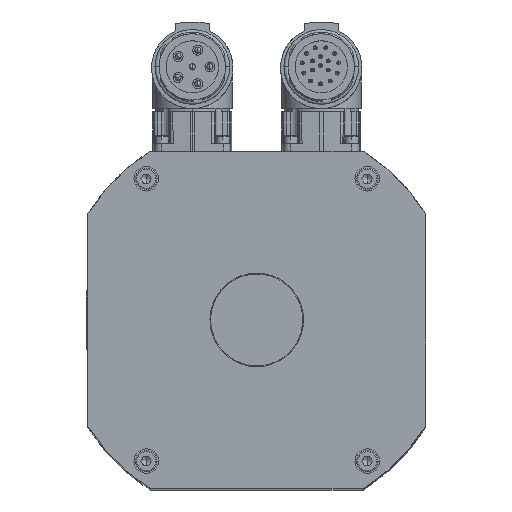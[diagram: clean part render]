
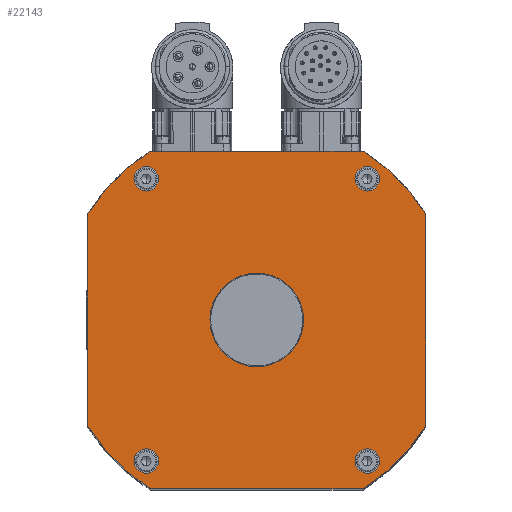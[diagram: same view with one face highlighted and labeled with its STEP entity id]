
A CAD part, top view. The second image highlights one B-rep face of the part: STEP entity #22143.
In plain terms, the highlighted planar face has unit normal (0, 0, 1).
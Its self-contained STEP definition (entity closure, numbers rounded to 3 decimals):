
#9909=CARTESIAN_POINT('',(-15.25,0.,225.));
#9910=VERTEX_POINT('',#9909);
#9926=CARTESIAN_POINT('',(15.25,0.,225.));
#9927=VERTEX_POINT('',#9926);
#9934=CARTESIAN_POINT('',(0.,0.,225.));
#9935=DIRECTION('',(0.0,0.0,-1.0));
#9936=DIRECTION('',(-1.0,0.0,0.0));
#9937=AXIS2_PLACEMENT_3D('',#9934,#9935,#9936);
#9938=CIRCLE('',#9937,15.25);
#9939=EDGE_CURVE('',#9910,#9927,#9938,.T.);
#9972=CARTESIAN_POINT('',(-32.,46.,225.));
#9973=VERTEX_POINT('',#9972);
#9989=CARTESIAN_POINT('',(-40.,46.,225.));
#9990=VERTEX_POINT('',#9989);
#9997=CARTESIAN_POINT('',(-36.,46.,225.));
#9998=DIRECTION('',(0.0,0.0,-1.0));
#9999=DIRECTION('',(1.0,0.0,0.0));
#10000=AXIS2_PLACEMENT_3D('',#9997,#9998,#9999);
#10001=CIRCLE('',#10000,4.0);
#10002=EDGE_CURVE('',#9973,#9990,#10001,.T.);
#10035=CARTESIAN_POINT('',(40.,-46.,225.));
#10036=VERTEX_POINT('',#10035);
#10052=CARTESIAN_POINT('',(32.,-46.,225.));
#10053=VERTEX_POINT('',#10052);
#10060=CARTESIAN_POINT('',(36.,-46.,225.));
#10061=DIRECTION('',(0.0,0.0,-1.0));
#10062=DIRECTION('',(1.0,0.0,0.0));
#10063=AXIS2_PLACEMENT_3D('',#10060,#10061,#10062);
#10064=CIRCLE('',#10063,4.0);
#10065=EDGE_CURVE('',#10036,#10053,#10064,.T.);
#10098=CARTESIAN_POINT('',(-32.,-46.,225.));
#10099=VERTEX_POINT('',#10098);
#10115=CARTESIAN_POINT('',(-40.,-46.,225.));
#10116=VERTEX_POINT('',#10115);
#10123=CARTESIAN_POINT('',(-36.,-46.,225.));
#10124=DIRECTION('',(0.0,0.0,-1.0));
#10125=DIRECTION('',(1.0,0.0,0.0));
#10126=AXIS2_PLACEMENT_3D('',#10123,#10124,#10125);
#10127=CIRCLE('',#10126,4.0);
#10128=EDGE_CURVE('',#10099,#10116,#10127,.T.);
#10161=CARTESIAN_POINT('',(40.,46.,225.));
#10162=VERTEX_POINT('',#10161);
#10178=CARTESIAN_POINT('',(32.,46.,225.));
#10179=VERTEX_POINT('',#10178);
#10186=CARTESIAN_POINT('',(36.,46.,225.));
#10187=DIRECTION('',(0.0,0.0,-1.0));
#10188=DIRECTION('',(1.0,0.0,0.0));
#10189=AXIS2_PLACEMENT_3D('',#10186,#10187,#10188);
#10190=CIRCLE('',#10189,4.0);
#10191=EDGE_CURVE('',#10162,#10179,#10190,.T.);
#22018=CARTESIAN_POINT('',(0.,0.,225.));
#22019=DIRECTION('',(0.0,0.0,-1.0));
#22020=DIRECTION('',(-1.0,0.0,0.0));
#22021=AXIS2_PLACEMENT_3D('',#22018,#22019,#22020);
#22022=PLANE('',#22021);
#22023=CARTESIAN_POINT('',(55.,-34.641,225.));
#22024=VERTEX_POINT('',#22023);
#22025=CARTESIAN_POINT('',(55.,34.641,225.));
#22026=VERTEX_POINT('',#22025);
#22027=CARTESIAN_POINT('',(55.,-34.641,225.));
#22028=DIRECTION('',(0.0,1.0,0.0));
#22029=VECTOR('',#22028,69.282);
#22030=LINE('',#22027,#22029);
#22031=EDGE_CURVE('',#22024,#22026,#22030,.T.);
#22032=ORIENTED_EDGE('',*,*,#22031,.T.);
#22033=CARTESIAN_POINT('',(34.641,55.,225.));
#22034=VERTEX_POINT('',#22033);
#22035=CARTESIAN_POINT('',(0.,0.,225.));
#22036=DIRECTION('',(0.,0.,1.0));
#22037=DIRECTION('',(-0.533,-0.846,0.));
#22038=AXIS2_PLACEMENT_3D('',#22035,#22036,#22037);
#22039=CIRCLE('',#22038,65.);
#22040=EDGE_CURVE('',#22026,#22034,#22039,.T.);
#22041=ORIENTED_EDGE('',*,*,#22040,.T.);
#22042=CARTESIAN_POINT('',(-34.641,55.,225.));
#22043=VERTEX_POINT('',#22042);
#22044=CARTESIAN_POINT('',(34.641,55.,225.));
#22045=DIRECTION('',(-1.0,0.0,0.0));
#22046=VECTOR('',#22045,69.282);
#22047=LINE('',#22044,#22046);
#22048=EDGE_CURVE('',#22034,#22043,#22047,.T.);
#22049=ORIENTED_EDGE('',*,*,#22048,.T.);
#22050=CARTESIAN_POINT('',(-55.,34.641,225.));
#22051=VERTEX_POINT('',#22050);
#22052=CARTESIAN_POINT('',(0.,0.,225.));
#22053=DIRECTION('',(0.,0.,1.0));
#22054=DIRECTION('',(0.846,-0.533,0.));
#22055=AXIS2_PLACEMENT_3D('',#22052,#22053,#22054);
#22056=CIRCLE('',#22055,65.0);
#22057=EDGE_CURVE('',#22043,#22051,#22056,.T.);
#22058=ORIENTED_EDGE('',*,*,#22057,.T.);
#22059=CARTESIAN_POINT('',(-55.,-34.641,225.));
#22060=VERTEX_POINT('',#22059);
#22061=CARTESIAN_POINT('',(-55.,34.641,225.));
#22062=DIRECTION('',(0.0,-1.0,0.0));
#22063=VECTOR('',#22062,69.282);
#22064=LINE('',#22061,#22063);
#22065=EDGE_CURVE('',#22051,#22060,#22064,.T.);
#22066=ORIENTED_EDGE('',*,*,#22065,.T.);
#22067=CARTESIAN_POINT('',(-34.641,-55.,225.));
#22068=VERTEX_POINT('',#22067);
#22069=CARTESIAN_POINT('',(0.,0.,225.));
#22070=DIRECTION('',(0.,0.,1.));
#22071=DIRECTION('',(0.533,0.846,0.));
#22072=AXIS2_PLACEMENT_3D('',#22069,#22070,#22071);
#22073=CIRCLE('',#22072,65.);
#22074=EDGE_CURVE('',#22060,#22068,#22073,.T.);
#22075=ORIENTED_EDGE('',*,*,#22074,.T.);
#22076=CARTESIAN_POINT('',(34.641,-55.,225.));
#22077=VERTEX_POINT('',#22076);
#22078=CARTESIAN_POINT('',(-34.641,-55.,225.));
#22079=DIRECTION('',(1.0,0.0,0.0));
#22080=VECTOR('',#22079,69.282);
#22081=LINE('',#22078,#22080);
#22082=EDGE_CURVE('',#22068,#22077,#22081,.T.);
#22083=ORIENTED_EDGE('',*,*,#22082,.T.);
#22084=CARTESIAN_POINT('',(0.,0.,225.));
#22085=DIRECTION('',(0.,0.,1.));
#22086=DIRECTION('',(-0.846,0.533,0.));
#22087=AXIS2_PLACEMENT_3D('',#22084,#22085,#22086);
#22088=CIRCLE('',#22087,65.0);
#22089=EDGE_CURVE('',#22077,#22024,#22088,.T.);
#22090=ORIENTED_EDGE('',*,*,#22089,.T.);
#22091=EDGE_LOOP('',(#22032,#22041,#22049,#22058,#22066,#22075,#22083,#22090));
#22092=FACE_OUTER_BOUND('',#22091,.T.);
#22093=CARTESIAN_POINT('',(0.,0.,225.));
#22094=DIRECTION('',(0.0,0.0,-1.0));
#22095=DIRECTION('',(-1.0,0.0,0.0));
#22096=AXIS2_PLACEMENT_3D('',#22093,#22094,#22095);
#22097=CIRCLE('',#22096,15.25);
#22098=EDGE_CURVE('',#9927,#9910,#22097,.T.);
#22099=ORIENTED_EDGE('',*,*,#22098,.T.);
#22100=ORIENTED_EDGE('',*,*,#9939,.T.);
#22101=EDGE_LOOP('',(#22099,#22100));
#22102=FACE_BOUND('',#22101,.T.);
#22103=ORIENTED_EDGE('',*,*,#10002,.T.);
#22104=CARTESIAN_POINT('',(-36.,46.,225.));
#22105=DIRECTION('',(0.0,0.0,-1.0));
#22106=DIRECTION('',(1.0,0.0,0.0));
#22107=AXIS2_PLACEMENT_3D('',#22104,#22105,#22106);
#22108=CIRCLE('',#22107,4.0);
#22109=EDGE_CURVE('',#9990,#9973,#22108,.T.);
#22110=ORIENTED_EDGE('',*,*,#22109,.T.);
#22111=EDGE_LOOP('',(#22103,#22110));
#22112=FACE_BOUND('',#22111,.T.);
#22113=ORIENTED_EDGE('',*,*,#10065,.T.);
#22114=CARTESIAN_POINT('',(36.,-46.,225.));
#22115=DIRECTION('',(0.0,0.0,-1.0));
#22116=DIRECTION('',(1.0,0.0,0.0));
#22117=AXIS2_PLACEMENT_3D('',#22114,#22115,#22116);
#22118=CIRCLE('',#22117,4.0);
#22119=EDGE_CURVE('',#10053,#10036,#22118,.T.);
#22120=ORIENTED_EDGE('',*,*,#22119,.T.);
#22121=EDGE_LOOP('',(#22113,#22120));
#22122=FACE_BOUND('',#22121,.T.);
#22123=ORIENTED_EDGE('',*,*,#10128,.T.);
#22124=CARTESIAN_POINT('',(-36.,-46.,225.));
#22125=DIRECTION('',(0.0,0.0,-1.0));
#22126=DIRECTION('',(1.0,0.0,0.0));
#22127=AXIS2_PLACEMENT_3D('',#22124,#22125,#22126);
#22128=CIRCLE('',#22127,4.0);
#22129=EDGE_CURVE('',#10116,#10099,#22128,.T.);
#22130=ORIENTED_EDGE('',*,*,#22129,.T.);
#22131=EDGE_LOOP('',(#22123,#22130));
#22132=FACE_BOUND('',#22131,.T.);
#22133=ORIENTED_EDGE('',*,*,#10191,.T.);
#22134=CARTESIAN_POINT('',(36.,46.,225.));
#22135=DIRECTION('',(0.0,0.0,-1.0));
#22136=DIRECTION('',(1.0,0.0,0.0));
#22137=AXIS2_PLACEMENT_3D('',#22134,#22135,#22136);
#22138=CIRCLE('',#22137,4.0);
#22139=EDGE_CURVE('',#10179,#10162,#22138,.T.);
#22140=ORIENTED_EDGE('',*,*,#22139,.T.);
#22141=EDGE_LOOP('',(#22133,#22140));
#22142=FACE_BOUND('',#22141,.T.);
#22143=ADVANCED_FACE('',(#22092,#22102,#22112,#22122,#22132,#22142),#22022,.F.);
